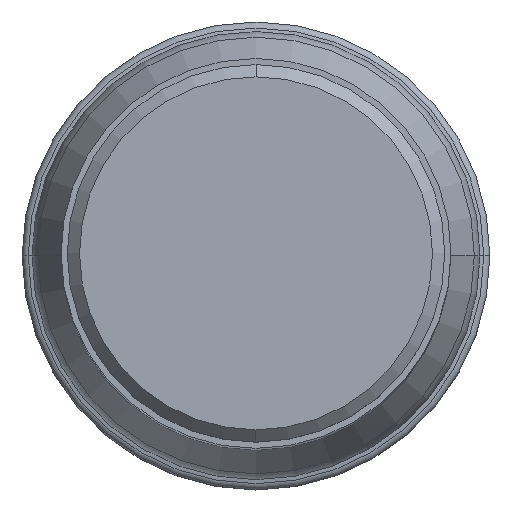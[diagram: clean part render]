
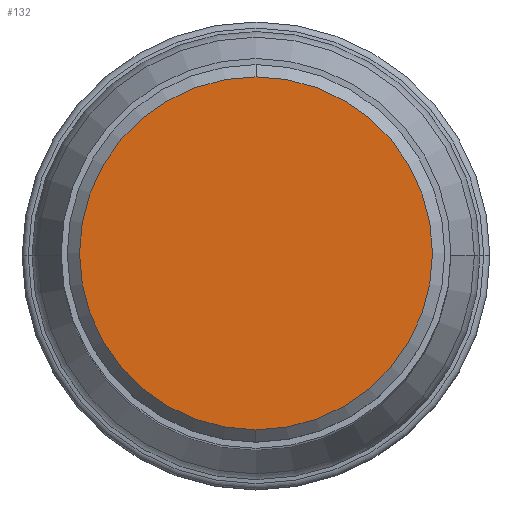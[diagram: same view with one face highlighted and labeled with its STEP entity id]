
A CAD part, top view. The second image highlights one B-rep face of the part: STEP entity #132.
In plain terms, the highlighted planar face has unit normal (0, 0, 1).
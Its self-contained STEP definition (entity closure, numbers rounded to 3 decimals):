
#32=PLANE('',#1239);
#132=ADVANCED_FACE('',(#224),#32,.F.);
#224=FACE_OUTER_BOUND('',#290,.T.);
#290=EDGE_LOOP('',(#479,#480));
#479=ORIENTED_EDGE('',*,*,#798,.F.);
#480=ORIENTED_EDGE('',*,*,#797,.F.);
#671=VERTEX_POINT('',#2697);
#672=VERTEX_POINT('',#2699);
#797=EDGE_CURVE('',#672,#671,#957,.T.);
#798=EDGE_CURVE('',#671,#672,#958,.T.);
#957=CIRCLE('',#1236,14.375);
#958=CIRCLE('',#1238,14.375);
#1236=AXIS2_PLACEMENT_3D('',#2700,#1466,#1467);
#1238=AXIS2_PLACEMENT_3D('',#2702,#1470,#1471);
#1239=AXIS2_PLACEMENT_3D('',#2703,#1472,#1473);
#1466=DIRECTION('',(0.,0.,-1.));
#1467=DIRECTION('',(0.,1.,0.));
#1470=DIRECTION('',(0.,0.,-1.));
#1471=DIRECTION('',(0.,-1.,0.));
#1472=DIRECTION('',(0.,0.,-1.));
#1473=DIRECTION('',(1.,0.,0.));
#2697=CARTESIAN_POINT('',(0.,-14.375,42.863));
#2699=CARTESIAN_POINT('',(0.,14.375,42.863));
#2700=CARTESIAN_POINT('',(0.,0.,42.863));
#2702=CARTESIAN_POINT('',(0.,0.,42.863));
#2703=CARTESIAN_POINT('',(0.,0.,42.863));
